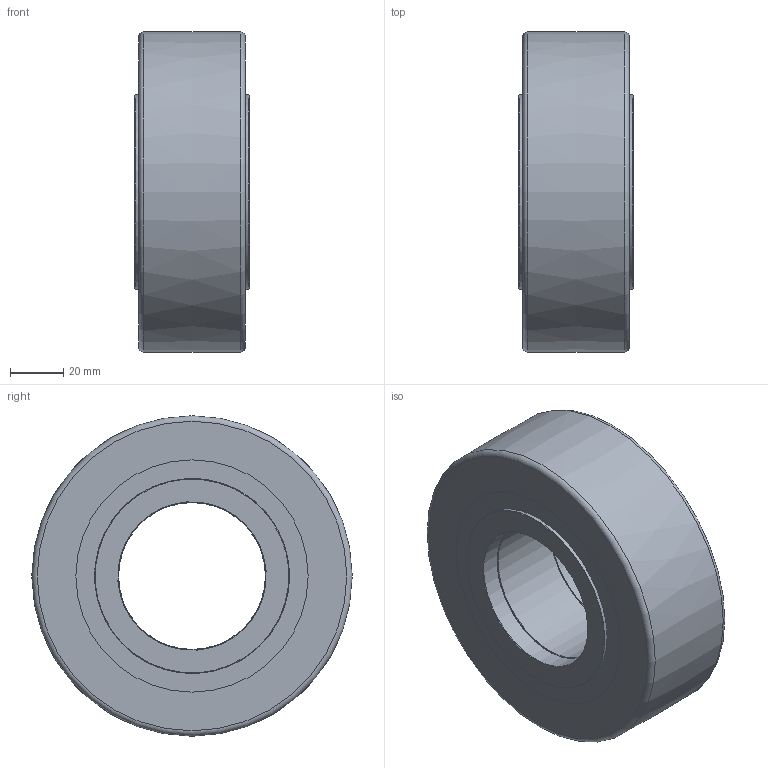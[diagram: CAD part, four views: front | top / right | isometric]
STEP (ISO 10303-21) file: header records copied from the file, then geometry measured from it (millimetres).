
FILE_DESCRIPTION(/* description */ ('-'),/* implementation_level */ '2;1');
FILE_NAME(/* name */ 'SR 055.120.stp',/* time_stamp */ '2022-07-21T11:20:01+02:00',/* author */ ('hipp'),/* organization */ (''),/* preprocessor_version */ 'ST-DEVELOPER v18.1',/* originating_system */ 'Autodesk Inventor 2020',/* authorisation */ '');
FILE_SCHEMA (('AUTOMOTIVE_DESIGN { 1 0 10303 214 3 1 1 }'));
Length unit declared in the file: millimetre
Products named in the file (1): SR 055.120_Kontur
Bounding box: 43 x 120 x 120 mm (x, y, z)
Volume: 282761.7 mm3; surface area: 67260.7 mm2
Topology: 1 solids, 1 shells, 51 faces, 114 edges, 80 vertices
Faces by surface type: plane 18, cylinder 16, cone 14, torus 2, bspline 1
Full cylindrical faces by diameter (mm): 2.5 x1, 55 x1, 55.2 x2, 71 x1, 73 x4, 79 x2, 82.5 x2, 87 x2, 91 x1
Entity records: 1683 total; most frequent: CARTESIAN_POINT 340, DIRECTION 291, ORIENTED_EDGE 228, AXIS2_PLACEMENT_3D 130, EDGE_CURVE 114, VERTEX_POINT 80, CIRCLE 79, EDGE_LOOP 70
